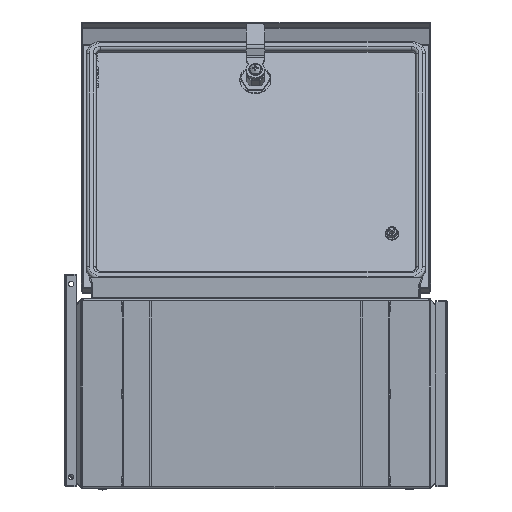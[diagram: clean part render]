
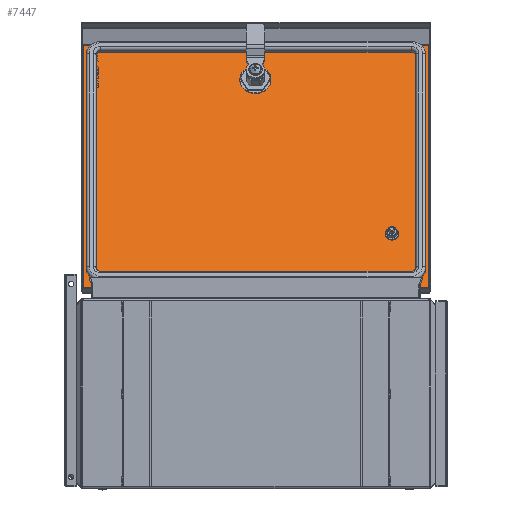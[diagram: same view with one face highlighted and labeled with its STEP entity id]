
A CAD part, left-side view. The second image highlights one B-rep face of the part: STEP entity #7447.
In plain terms, the highlighted face is planar.
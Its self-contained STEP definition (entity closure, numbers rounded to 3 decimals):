
#296 = CIRCLE ( 'NONE', #36694, 0.5 ) ;
#406 = DIRECTION ( 'NONE',  ( 1., 0., 0. ) ) ;
#777 = LINE ( 'NONE', #21069, #43154 ) ;
#956 = CARTESIAN_POINT ( 'NONE',  ( 49., 1.2, 169.1 ) ) ;
#994 = VECTOR ( 'NONE', #22972, 1000. ) ;
#1207 = VECTOR ( 'NONE', #25928, 1000. ) ;
#1400 = EDGE_LOOP ( 'NONE', ( #2288, #17402 ) ) ;
#1885 = ORIENTED_EDGE ( 'NONE', *, *, #13569, .T. ) ;
#2167 = DIRECTION ( 'NONE',  ( 0., 0., 1. ) ) ;
#2188 = AXIS2_PLACEMENT_3D ( 'NONE', #27733, #7631, #31091 ) ;
#2288 = ORIENTED_EDGE ( 'NONE', *, *, #3167, .F. ) ;
#2909 = CARTESIAN_POINT ( 'NONE',  ( 33., 1.2, 185.1 ) ) ;
#2985 = CARTESIAN_POINT ( 'NONE',  ( 0., 1.2, 357.1 ) ) ;
#3167 = EDGE_CURVE ( 'NONE', #40552, #23529, #296, .T. ) ;
#3302 = LINE ( 'NONE', #10899, #19079 ) ;
#3408 = ORIENTED_EDGE ( 'NONE', *, *, #8106, .T. ) ;
#3930 = VERTEX_POINT ( 'NONE', #23955 ) ;
#3934 = CARTESIAN_POINT ( 'NONE',  ( 52.5, 1.2, 185.1 ) ) ;
#3993 = ORIENTED_EDGE ( 'NONE', *, *, #19455, .T. ) ;
#4175 = CARTESIAN_POINT ( 'NONE',  ( 293.8, 1.2, 356.35 ) ) ;
#4295 = DIRECTION ( 'NONE',  ( -1., 0., 0. ) ) ;
#4563 = EDGE_CURVE ( 'NONE', #16779, #34851, #10063, .T. ) ;
#4652 = LINE ( 'NONE', #13909, #13580 ) ;
#5042 = CARTESIAN_POINT ( 'NONE',  ( 36.5, 1.2, 185.1 ) ) ;
#5467 = DIRECTION ( 'NONE',  ( 0., 1., 0. ) ) ;
#5970 = CARTESIAN_POINT ( 'NONE',  ( 293.8, 1.2, 357.1 ) ) ;
#6032 = EDGE_CURVE ( 'NONE', #27121, #34851, #13398, .T. ) ;
#7382 = CARTESIAN_POINT ( 'NONE',  ( 226., 1.2, 39.05 ) ) ;
#7447 = ADVANCED_FACE ( 'NONE', ( #8028, #41553, #24884 ), #29762, .F. ) ;
#7631 = DIRECTION ( 'NONE',  ( 0., -1., 0. ) ) ;
#7871 = ORIENTED_EDGE ( 'NONE', *, *, #22135, .F. ) ;
#7939 = CARTESIAN_POINT ( 'NONE',  ( 293.8, 1.2, 0.75 ) ) ;
#8028 = FACE_BOUND ( 'NONE', #1400, .T. ) ;
#8106 = EDGE_CURVE ( 'NONE', #3930, #39732, #20671, .T. ) ;
#8392 = DIRECTION ( 'NONE',  ( 1., 0., 0. ) ) ;
#8539 = CARTESIAN_POINT ( 'NONE',  ( 36.5, 1.2, 188.6 ) ) ;
#9085 = LINE ( 'NONE', #26080, #34765 ) ;
#9136 = CARTESIAN_POINT ( 'NONE',  ( 49., 1.2, 172.6 ) ) ;
#9164 = ORIENTED_EDGE ( 'NONE', *, *, #26494, .F. ) ;
#9539 = EDGE_CURVE ( 'NONE', #23529, #40552, #20506, .T. ) ;
#9662 = DIRECTION ( 'NONE',  ( 0., 0., -1. ) ) ;
#10063 = LINE ( 'NONE', #5970, #1207 ) ;
#10384 = DIRECTION ( 'NONE',  ( 0., -1., 0. ) ) ;
#10684 = VERTEX_POINT ( 'NONE', #23737 ) ;
#10899 = CARTESIAN_POINT ( 'NONE',  ( 52.5, 1.2, 357.1 ) ) ;
#12127 = DIRECTION ( 'NONE',  ( 0., 1., 0. ) ) ;
#12570 = DIRECTION ( 'NONE',  ( 1., 0., 0. ) ) ;
#12775 = VECTOR ( 'NONE', #406, 1000. ) ;
#13398 = LINE ( 'NONE', #38344, #30130 ) ;
#13569 = EDGE_CURVE ( 'NONE', #39732, #14448, #26769, .T. ) ;
#13580 = VECTOR ( 'NONE', #33919, 1000. ) ;
#13620 = VERTEX_POINT ( 'NONE', #39452 ) ;
#13909 = CARTESIAN_POINT ( 'NONE',  ( 0., 1.2, 188.6 ) ) ;
#14413 = EDGE_CURVE ( 'NONE', #22257, #40753, #4652, .T. ) ;
#14448 = VERTEX_POINT ( 'NONE', #27510 ) ;
#14997 = DIRECTION ( 'NONE',  ( 1., 0., 0. ) ) ;
#15117 = CIRCLE ( 'NONE', #40697, 3.5 ) ;
#15218 = AXIS2_PLACEMENT_3D ( 'NONE', #5042, #28481, #8392 ) ;
#15795 = AXIS2_PLACEMENT_3D ( 'NONE', #9136, #32587, #12570 ) ;
#15922 = AXIS2_PLACEMENT_3D ( 'NONE', #32165, #12127, #35509 ) ;
#16254 = CARTESIAN_POINT ( 'NONE',  ( 33., 1.2, 357.1 ) ) ;
#16438 = ORIENTED_EDGE ( 'NONE', *, *, #14413, .T. ) ;
#16779 = VERTEX_POINT ( 'NONE', #4175 ) ;
#17170 = CARTESIAN_POINT ( 'NONE',  ( 0., 1.2, 169.1 ) ) ;
#17402 = ORIENTED_EDGE ( 'NONE', *, *, #9539, .F. ) ;
#19079 = VECTOR ( 'NONE', #40989, 1000. ) ;
#19455 = EDGE_CURVE ( 'NONE', #40753, #32003, #38285, .T. ) ;
#20111 = CARTESIAN_POINT ( 'NONE',  ( 49., 1.2, 188.6 ) ) ;
#20506 = CIRCLE ( 'NONE', #15922, 0.5 ) ;
#20671 = LINE ( 'NONE', #17170, #12775 ) ;
#21069 = CARTESIAN_POINT ( 'NONE',  ( 293.8, 1.2, 356.35 ) ) ;
#22096 = CARTESIAN_POINT ( 'NONE',  ( 226., 1.2, 38.55 ) ) ;
#22135 = EDGE_CURVE ( 'NONE', #13620, #27121, #9085, .T. ) ;
#22257 = VERTEX_POINT ( 'NONE', #20111 ) ;
#22452 = VERTEX_POINT ( 'NONE', #3934 ) ;
#22972 = DIRECTION ( 'NONE',  ( 0., 0., -1. ) ) ;
#23529 = VERTEX_POINT ( 'NONE', #24078 ) ;
#23737 = CARTESIAN_POINT ( 'NONE',  ( 33., 1.2, 172.6 ) ) ;
#23955 = CARTESIAN_POINT ( 'NONE',  ( 36.5, 1.2, 169.1 ) ) ;
#24078 = CARTESIAN_POINT ( 'NONE',  ( 226., 1.2, 38.05 ) ) ;
#24884 = FACE_OUTER_BOUND ( 'NONE', #41695, .T. ) ;
#25928 = DIRECTION ( 'NONE',  ( 0., 0., -1. ) ) ;
#26080 = CARTESIAN_POINT ( 'NONE',  ( 0.864, 1.2, 357.1 ) ) ;
#26292 = EDGE_LOOP ( 'NONE', ( #16438, #3993, #39321, #39760, #3408, #1885, #29168, #31112 ) ) ;
#26494 = EDGE_CURVE ( 'NONE', #16779, #13620, #777, .T. ) ;
#26725 = ORIENTED_EDGE ( 'NONE', *, *, #6032, .F. ) ;
#26769 = CIRCLE ( 'NONE', #15795, 3.5 ) ;
#27121 = VERTEX_POINT ( 'NONE', #37881 ) ;
#27268 = AXIS2_PLACEMENT_3D ( 'NONE', #2985, #39532, #9662 ) ;
#27283 = EDGE_CURVE ( 'NONE', #14448, #22452, #3302, .T. ) ;
#27510 = CARTESIAN_POINT ( 'NONE',  ( 52.5, 1.2, 172.6 ) ) ;
#27733 = CARTESIAN_POINT ( 'NONE',  ( 36.5, 1.2, 172.6 ) ) ;
#28481 = DIRECTION ( 'NONE',  ( 0., -1., 0. ) ) ;
#29168 = ORIENTED_EDGE ( 'NONE', *, *, #27283, .T. ) ;
#29548 = EDGE_CURVE ( 'NONE', #22452, #22257, #15117, .T. ) ;
#29762 = PLANE ( 'NONE',  #27268 ) ;
#30130 = VECTOR ( 'NONE', #14997, 1000. ) ;
#30458 = CARTESIAN_POINT ( 'NONE',  ( 49., 1.2, 185.1 ) ) ;
#30472 = CIRCLE ( 'NONE', #2188, 3.5 ) ;
#31091 = DIRECTION ( 'NONE',  ( 1., 0., 0. ) ) ;
#31112 = ORIENTED_EDGE ( 'NONE', *, *, #29548, .T. ) ;
#32003 = VERTEX_POINT ( 'NONE', #2909 ) ;
#32165 = CARTESIAN_POINT ( 'NONE',  ( 226., 1.2, 38.55 ) ) ;
#32587 = DIRECTION ( 'NONE',  ( 0., -1., 0. ) ) ;
#33795 = DIRECTION ( 'NONE',  ( 1., 0., 0. ) ) ;
#33919 = DIRECTION ( 'NONE',  ( -1., 0., 0. ) ) ;
#34765 = VECTOR ( 'NONE', #39494, 1000. ) ;
#34851 = VERTEX_POINT ( 'NONE', #7939 ) ;
#35509 = DIRECTION ( 'NONE',  ( 0., 0., 1. ) ) ;
#36588 = LINE ( 'NONE', #16254, #994 ) ;
#36633 = EDGE_CURVE ( 'NONE', #32003, #10684, #36588, .T. ) ;
#36694 = AXIS2_PLACEMENT_3D ( 'NONE', #22096, #5467, #2167 ) ;
#37881 = CARTESIAN_POINT ( 'NONE',  ( 0.864, 1.2, 0.75 ) ) ;
#38285 = CIRCLE ( 'NONE', #15218, 3.5 ) ;
#38344 = CARTESIAN_POINT ( 'NONE',  ( -2.369, 1.2, 0.75 ) ) ;
#38665 = ORIENTED_EDGE ( 'NONE', *, *, #4563, .T. ) ;
#39321 = ORIENTED_EDGE ( 'NONE', *, *, #36633, .T. ) ;
#39452 = CARTESIAN_POINT ( 'NONE',  ( 0.864, 1.2, 356.35 ) ) ;
#39494 = DIRECTION ( 'NONE',  ( 0., 0., -1. ) ) ;
#39532 = DIRECTION ( 'NONE',  ( 0., -1., 0. ) ) ;
#39688 = EDGE_CURVE ( 'NONE', #10684, #3930, #30472, .T. ) ;
#39732 = VERTEX_POINT ( 'NONE', #956 ) ;
#39760 = ORIENTED_EDGE ( 'NONE', *, *, #39688, .T. ) ;
#40552 = VERTEX_POINT ( 'NONE', #7382 ) ;
#40697 = AXIS2_PLACEMENT_3D ( 'NONE', #30458, #10384, #33795 ) ;
#40753 = VERTEX_POINT ( 'NONE', #8539 ) ;
#40989 = DIRECTION ( 'NONE',  ( 0., 0., 1. ) ) ;
#41553 = FACE_BOUND ( 'NONE', #26292, .T. ) ;
#41695 = EDGE_LOOP ( 'NONE', ( #26725, #7871, #9164, #38665 ) ) ;
#43154 = VECTOR ( 'NONE', #4295, 1000. ) ;
